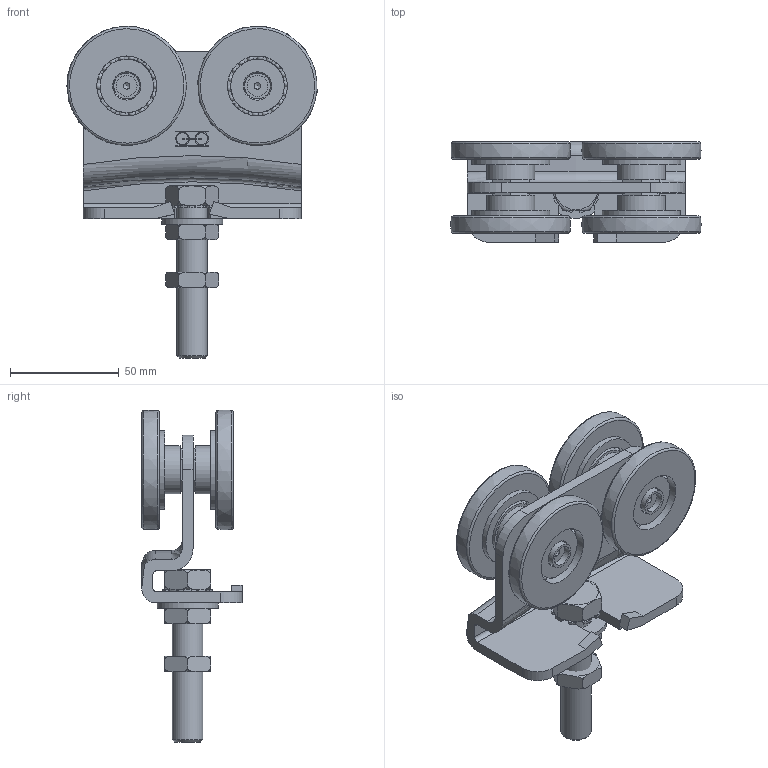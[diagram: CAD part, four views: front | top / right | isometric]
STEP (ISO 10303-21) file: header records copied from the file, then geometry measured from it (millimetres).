
FILE_DESCRIPTION(/* description */ (''),/* implementation_level */ '2;1');
FILE_NAME(/* name */ '2262A.stp',/* time_stamp */ '2020-12-22T14:56:41+01:00',/* author */ ('DBARI'),/* organization */ (''),/* preprocessor_version */ 'ST-DEVELOPER v18.1',/* originating_system */ 'Autodesk Inventor 2021',/* authorisation */ '');
FILE_SCHEMA (('AUTOMOTIVE_DESIGN { 1 0 10303 214 3 1 1 }'));
Length unit declared in the file: millimetre
Products named in the file (8): 2262A; 15337; 15742; 18317; 06014; 18478; 09018; 04545
Assembly tree (12 placements, depth 2):
  2262A
    15337  x2
    15742
    18317
    06014  x2
    18478  x4
    09018
    04545
Bounding box: 114.86 x 46 x 152.35 mm (x, y, z)
Volume: 168291.5 mm3; surface area: 73531.7 mm2
Topology: 12 solids, 12 shells, 388 faces, 1142 edges, 794 vertices
Faces by surface type: plane 164, cylinder 95, sphere 72, torus 38, cone 13, bspline 6
Full cylindrical faces by diameter (mm): 3 x4, 9.5 x4, 11.8 x4, 11.835 x2, 12 x4, 14 x1, 14.2 x1, 14.3 x1, 22 x4, 24.5 x4, 27.5 x4, 28 x1, 36 x4
Entity records: 10151 total; most frequent: CARTESIAN_POINT 3490, ORIENTED_EDGE 1348, DIRECTION 1266, EDGE_CURVE 674, AXIS2_PLACEMENT_3D 458, VERTEX_POINT 451, LINE 350, VECTOR 350
